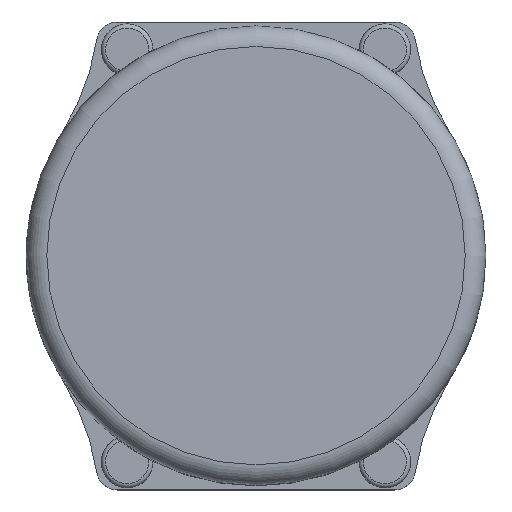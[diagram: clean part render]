
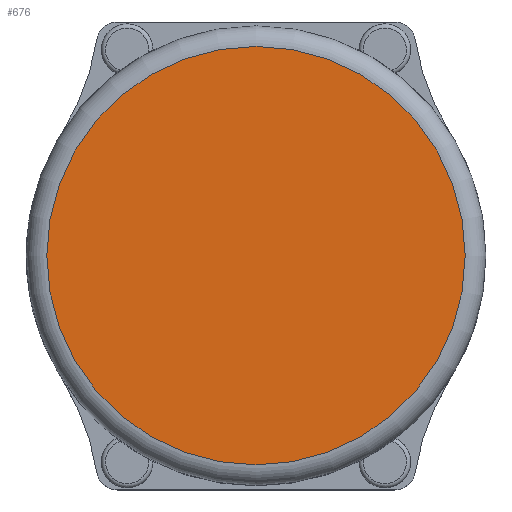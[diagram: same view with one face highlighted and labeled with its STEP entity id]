
A CAD part, top view. The second image highlights one B-rep face of the part: STEP entity #676.
In plain terms, the highlighted planar face has unit normal (0, 0, 1).
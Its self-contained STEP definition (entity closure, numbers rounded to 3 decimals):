
#676 = ADVANCED_FACE('',(#677),#688,.F.);
#677 = FACE_BOUND('',#678,.T.);
#678 = EDGE_LOOP('',(#679));
#679 = ORIENTED_EDGE('',*,*,#680,.F.);
#680 = EDGE_CURVE('',#681,#681,#683,.T.);
#681 = VERTEX_POINT('',#682);
#682 = CARTESIAN_POINT('',(16.4,-10.,13.3));
#683 = CIRCLE('',#684,10.15);
#684 = AXIS2_PLACEMENT_3D('',#685,#686,#687);
#685 = CARTESIAN_POINT('',(6.25,-10.,13.3));
#686 = DIRECTION('',(0.,0.,-1.));
#687 = DIRECTION('',(1.,0.,0.));
#688 = PLANE('',#689);
#689 = AXIS2_PLACEMENT_3D('',#690,#691,#692);
#690 = CARTESIAN_POINT('',(6.25,-10.,13.3));
#691 = DIRECTION('',(0.,0.,-1.));
#692 = DIRECTION('',(1.,0.,0.));
